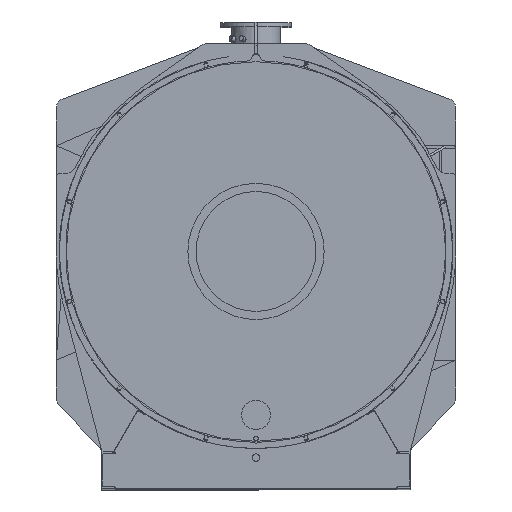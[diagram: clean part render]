
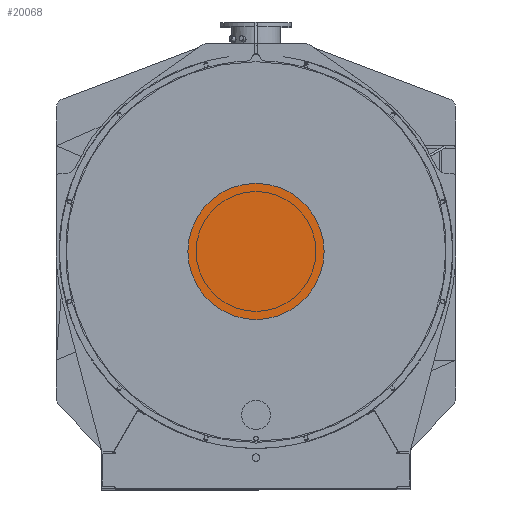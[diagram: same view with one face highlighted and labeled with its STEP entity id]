
A CAD part, top view. The second image highlights one B-rep face of the part: STEP entity #20068.
In plain terms, the highlighted planar face has unit normal (0, 0, 1).
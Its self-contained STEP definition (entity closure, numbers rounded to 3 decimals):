
#1547=FACE_OUTER_BOUND('',#2695,.T.);
#2695=EDGE_LOOP('',(#17308));
#7328=CIRCLE('',#21783,375.);
#9119=VERTEX_POINT('',#34008);
#11823=EDGE_CURVE('',#9119,#9119,#7328,.T.);
#17308=ORIENTED_EDGE('',*,*,#11823,.T.);
#18064=PLANE('',#21784);
#20068=ADVANCED_FACE('',(#1547),#18064,.T.);
#21783=AXIS2_PLACEMENT_3D('',#34009,#27107,#27108);
#21784=AXIS2_PLACEMENT_3D('',#34010,#27109,#27110);
#27107=DIRECTION('center_axis',(0.,0.,1.));
#27108=DIRECTION('ref_axis',(1.,0.,0.));
#27109=DIRECTION('center_axis',(0.,0.,1.));
#27110=DIRECTION('ref_axis',(1.,0.,0.));
#34008=CARTESIAN_POINT('',(-375.,0.,4796.));
#34009=CARTESIAN_POINT('Origin',(0.,0.,4796.));
#34010=CARTESIAN_POINT('Origin',(0.,0.,4796.));
